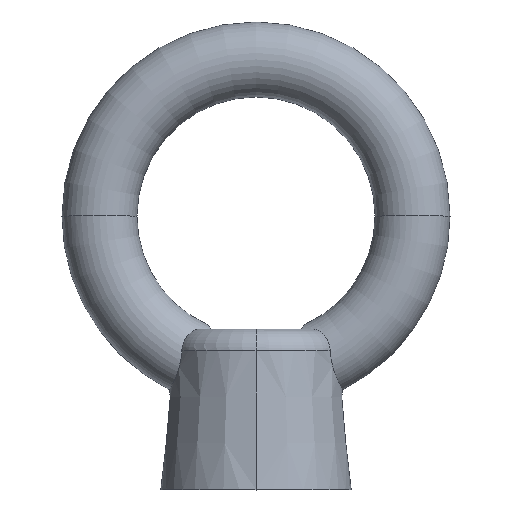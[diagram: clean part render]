
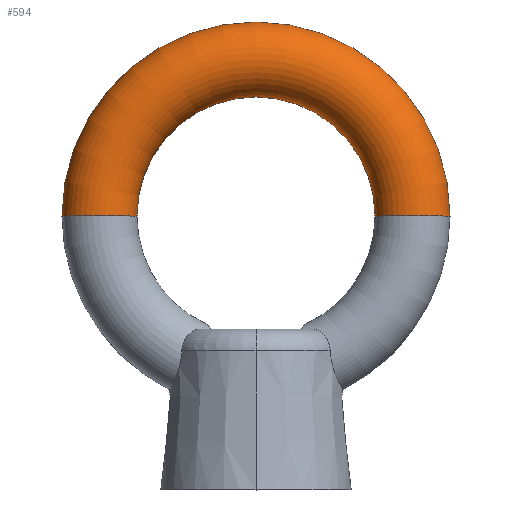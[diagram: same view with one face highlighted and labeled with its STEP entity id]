
A CAD part, top view. The second image highlights one B-rep face of the part: STEP entity #594.
In plain terms, the highlighted toroidal (fillet/blend) face has major radius 13.15 mm and minor radius 3.15 mm.
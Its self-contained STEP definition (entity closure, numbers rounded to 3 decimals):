
#105 = CARTESIAN_POINT ( 'NONE',  ( 0., 0., 0. ) ) ;
#113 = DIRECTION ( 'NONE',  ( -1., 0., 0. ) ) ;
#114 = DIRECTION ( 'NONE',  ( 0., 0., -1. ) ) ;
#115 = AXIS2_PLACEMENT_3D ( 'NONE', #105, #114, #113 ) ;
#149 = CIRCLE ( 'NONE', #115, 10. ) ;
#206 = DIRECTION ( 'NONE',  ( 0., 0., -1. ) ) ;
#207 = DIRECTION ( 'NONE',  ( 0., -1., 0. ) ) ;
#208 = CARTESIAN_POINT ( 'NONE',  ( -13.15, 0., 0. ) ) ;
#209 = AXIS2_PLACEMENT_3D ( 'NONE', #208, #207, #206 ) ;
#211 = CIRCLE ( 'NONE', #209, 3.15 ) ;
#233 = DIRECTION ( 'NONE',  ( -1., 0., 0. ) ) ;
#234 = DIRECTION ( 'NONE',  ( 0., 1., 0. ) ) ;
#235 = CARTESIAN_POINT ( 'NONE',  ( 13.15, 0., 0. ) ) ;
#236 = AXIS2_PLACEMENT_3D ( 'NONE', #235, #234, #233 ) ;
#239 = CIRCLE ( 'NONE', #236, 3.15 ) ;
#292 = FACE_OUTER_BOUND ( 'NONE', #625, .T. ) ;
#295 = DIRECTION ( 'NONE',  ( -1., 0., 0. ) ) ;
#296 = DIRECTION ( 'NONE',  ( 0., 0., -1. ) ) ;
#297 = AXIS2_PLACEMENT_3D ( 'NONE', #318, #296, #295 ) ;
#316 = TOROIDAL_SURFACE ( 'NONE', #297, 13.15, 3.15 ) ;
#318 = CARTESIAN_POINT ( 'NONE',  ( 0., 0., 0. ) ) ;
#373 = CIRCLE ( 'NONE', #381, 16.3 ) ;
#381 = AXIS2_PLACEMENT_3D ( 'NONE', #402, #401, #414 ) ;
#401 = DIRECTION ( 'NONE',  ( 0., 0., -1. ) ) ;
#402 = CARTESIAN_POINT ( 'NONE',  ( 0., 0., 0. ) ) ;
#414 = DIRECTION ( 'NONE',  ( -1., 0., 0. ) ) ;
#445 = VERTEX_POINT ( 'NONE', #683 ) ;
#453 = VERTEX_POINT ( 'NONE', #705 ) ;
#454 = VERTEX_POINT ( 'NONE', #737 ) ;
#461 = VERTEX_POINT ( 'NONE', #726 ) ;
#527 = EDGE_CURVE ( 'NONE', #445, #454, #149, .T. ) ;
#550 = ORIENTED_EDGE ( 'NONE', *, *, #618, .F. ) ;
#574 = ORIENTED_EDGE ( 'NONE', *, *, #575, .F. ) ;
#575 = EDGE_CURVE ( 'NONE', #445, #461, #211, .T. ) ;
#577 = ORIENTED_EDGE ( 'NONE', *, *, #527, .T. ) ;
#578 = ORIENTED_EDGE ( 'NONE', *, *, #579, .T. ) ;
#579 = EDGE_CURVE ( 'NONE', #454, #453, #239, .T. ) ;
#594 = ADVANCED_FACE ( 'NONE', ( #292 ), #316, .T. ) ;
#618 = EDGE_CURVE ( 'NONE', #461, #453, #373, .T. ) ;
#625 = EDGE_LOOP ( 'NONE', ( #550, #574, #577, #578 ) ) ;
#683 = CARTESIAN_POINT ( 'NONE',  ( -10., 0., 0. ) ) ;
#705 = CARTESIAN_POINT ( 'NONE',  ( 16.3, 0., 0. ) ) ;
#726 = CARTESIAN_POINT ( 'NONE',  ( -16.3, 0., 0. ) ) ;
#737 = CARTESIAN_POINT ( 'NONE',  ( 10., 0., 0. ) ) ;
